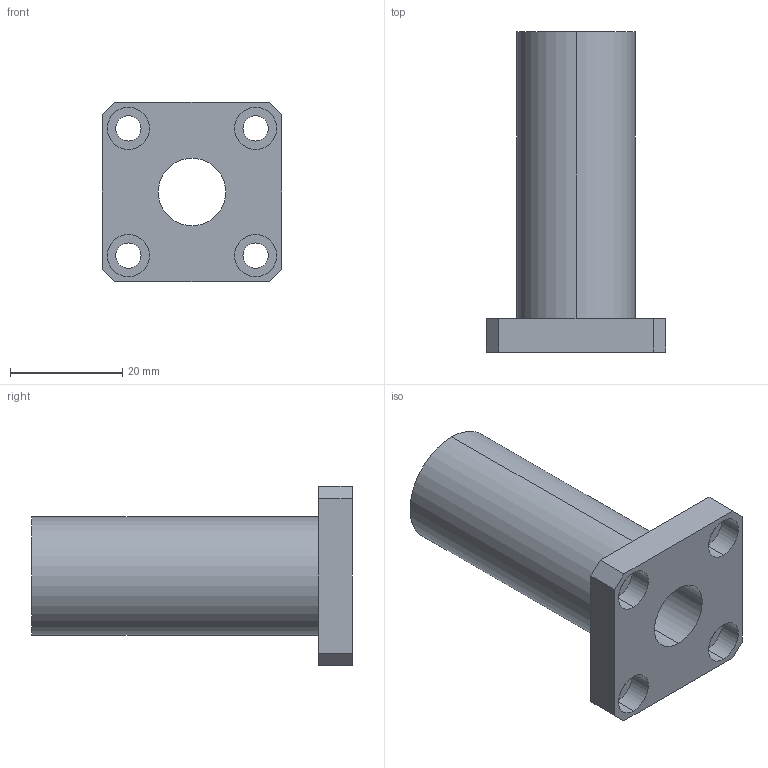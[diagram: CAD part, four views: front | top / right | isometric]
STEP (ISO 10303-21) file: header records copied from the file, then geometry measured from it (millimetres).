
FILE_DESCRIPTION (( 'STEP AP214' ), '1' );
FILE_NAME ('1170-B2P-B.STEP', '2015-10-12T08:18:21', ( '' ), ( '' ), 'SwSTEP 2.0', 'SolidWorks 2015', '' );
FILE_SCHEMA (( 'AUTOMOTIVE_DESIGN' ));
Length unit declared in the file: millimetre
Products named in the file (1): 1170-B2P-B
Bounding box: 32 x 57 x 32 mm (x, y, z)
Volume: 16452.9 mm3; surface area: 8416.4 mm2
Topology: 1 solids, 1 shells, 35 faces, 84 edges, 56 vertices
Faces by surface type: cylinder 20, plane 15
Entity records: 1092 total; most frequent: DIRECTION 196, CARTESIAN_POINT 176, ORIENTED_EDGE 168, EDGE_CURVE 84, AXIS2_PLACEMENT_3D 76, VERTEX_POINT 56, EDGE_LOOP 50, VECTOR 44
